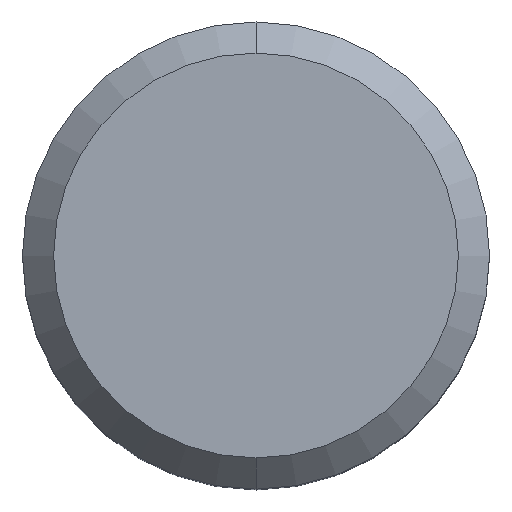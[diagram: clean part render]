
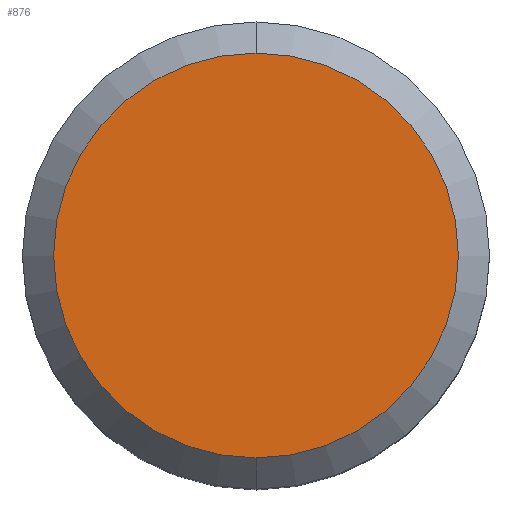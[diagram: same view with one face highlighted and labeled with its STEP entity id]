
A CAD part, top view. The second image highlights one B-rep face of the part: STEP entity #876.
In plain terms, the highlighted planar face has unit normal (0, 0, 1).
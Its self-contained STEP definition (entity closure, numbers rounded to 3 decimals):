
#267 = VERTEX_POINT ( 'NONE', #1510 ) ;
#876 = ADVANCED_FACE ( 'Defeature ausgef�hrt1_8', ( #8026 ), #8028, .F. ) ;
#949 = CARTESIAN_POINT ( 'NONE',  ( 0., -0.65, 8.4 ) ) ;
#1510 = CARTESIAN_POINT ( 'NONE',  ( 0., 0.65, 8.4 ) ) ;
#1536 = DIRECTION ( 'NONE',  ( 0., 1., 0. ) ) ;
#2361 = CARTESIAN_POINT ( 'NONE',  ( 0., 0.65, 8.4 ) ) ;
#2456 = ORIENTED_EDGE ( 'NONE', *, *, #6732, .T. ) ;
#2605 = EDGE_LOOP ( 'NONE', ( #6411, #2456 ) ) ;
#3594 = DIRECTION ( 'NONE',  ( 0., 0., -1. ) ) ;
#3999 = AXIS2_PLACEMENT_3D ( 'NONE', #5351, #5344, #5342 ) ;
#4001 = CIRCLE ( 'NONE', #3999, 0.65 ) ;
#4142 = AXIS2_PLACEMENT_3D ( 'NONE', #5875, #5866, #5865 ) ;
#4148 = CIRCLE ( 'NONE', #4142, 0.65 ) ;
#4400 = VERTEX_POINT ( 'NONE', #949 ) ;
#5024 = AXIS2_PLACEMENT_3D ( 'NONE', #2361, #3594, #1536 ) ;
#5342 = DIRECTION ( 'NONE',  ( 0., -1., 0. ) ) ;
#5344 = DIRECTION ( 'NONE',  ( 0., 0., 1. ) ) ;
#5351 = CARTESIAN_POINT ( 'NONE',  ( 0., 0., 8.4 ) ) ;
#5865 = DIRECTION ( 'NONE',  ( 0., -1., 0. ) ) ;
#5866 = DIRECTION ( 'NONE',  ( 0., 0., 1. ) ) ;
#5875 = CARTESIAN_POINT ( 'NONE',  ( 0., 0., 8.4 ) ) ;
#6411 = ORIENTED_EDGE ( 'NONE', *, *, #6651, .T. ) ;
#6651 = EDGE_CURVE ( 'Defeature ausgef�hrt1_8+Defeature ausgef�hrt1_9+Defeature ausgef�hrt1_9+Defeature ausgef�hrt1_9', #267, #4400, #4148, .T. ) ;
#6732 = EDGE_CURVE ( 'Defeature ausgef�hrt1_8+Defeature ausgef�hrt1_9+Defeature ausgef�hrt1_9+Defeature ausgef�hrt1_9', #4400, #267, #4001, .T. ) ;
#8026 = FACE_OUTER_BOUND ( 'NONE', #2605, .T. ) ;
#8028 = PLANE ( 'NONE',  #5024 ) ;
